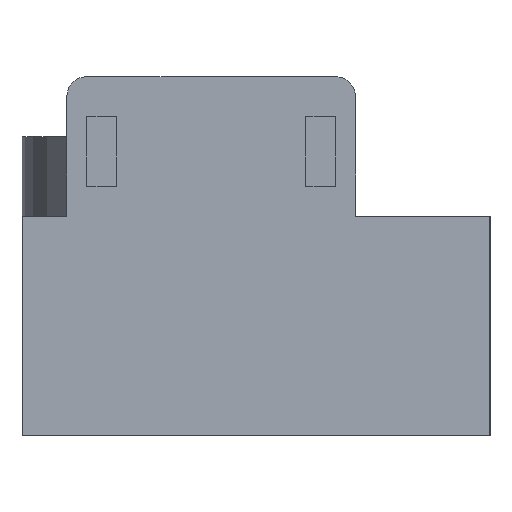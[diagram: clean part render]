
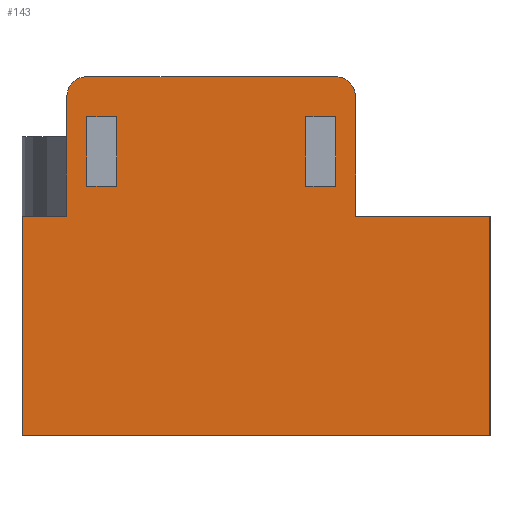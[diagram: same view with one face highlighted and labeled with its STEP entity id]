
A CAD part, left-side view. The second image highlights one B-rep face of the part: STEP entity #143.
In plain terms, the highlighted planar face has unit normal (-1, 0, 0).
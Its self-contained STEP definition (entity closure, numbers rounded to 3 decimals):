
#143=ADVANCED_FACE('',(#523,#525,#527),#529,.T.);
#523=FACE_BOUND('',#524,.T.);
#524=EDGE_LOOP('',(#838,#839,#840,#841,#842,#843,#844,#845,#846,#847));
#525=FACE_BOUND('',#526,.T.);
#526=EDGE_LOOP('',(#848,#849,#850,#851));
#527=FACE_BOUND('',#528,.T.);
#528=EDGE_LOOP('',(#852,#853,#854,#855));
#529=PLANE('',#530);
#530=AXIS2_PLACEMENT_3D('',#531,#532,#533);
#531=CARTESIAN_POINT('',(-25.,17.,0.));
#532=DIRECTION('',(-1.,0.,0.));
#533=DIRECTION('',(0.,-1.,0.));
#838=ORIENTED_EDGE('',*,*,#1026,.F.);
#839=ORIENTED_EDGE('',*,*,#1027,.F.);
#840=ORIENTED_EDGE('',*,*,#1014,.F.);
#841=ORIENTED_EDGE('',*,*,#1025,.T.);
#842=ORIENTED_EDGE('',*,*,#1028,.F.);
#843=ORIENTED_EDGE('',*,*,#1029,.F.);
#844=ORIENTED_EDGE('',*,*,#1018,.F.);
#845=ORIENTED_EDGE('',*,*,#1030,.T.);
#846=ORIENTED_EDGE('',*,*,#1031,.F.);
#847=ORIENTED_EDGE('',*,*,#1032,.F.);
#848=ORIENTED_EDGE('',*,*,#1033,.T.);
#849=ORIENTED_EDGE('',*,*,#1034,.T.);
#850=ORIENTED_EDGE('',*,*,#1035,.T.);
#851=ORIENTED_EDGE('',*,*,#1036,.T.);
#852=ORIENTED_EDGE('',*,*,#1037,.T.);
#853=ORIENTED_EDGE('',*,*,#1038,.T.);
#854=ORIENTED_EDGE('',*,*,#1039,.T.);
#855=ORIENTED_EDGE('',*,*,#1040,.T.);
#1014=EDGE_CURVE('',#1132,#1134,#1135,.T.);
#1018=EDGE_CURVE('',#1140,#1142,#1143,.T.);
#1025=EDGE_CURVE('',#1132,#1153,#1155,.T.);
#1026=EDGE_CURVE('',#1156,#1157,#1158,.F.);
#1027=EDGE_CURVE('',#1134,#1156,#1159,.T.);
#1028=EDGE_CURVE('',#1160,#1153,#1161,.T.);
#1029=EDGE_CURVE('',#1142,#1160,#1162,.T.);
#1030=EDGE_CURVE('',#1140,#1163,#1164,.T.);
#1031=EDGE_CURVE('',#1165,#1163,#1166,.F.);
#1032=EDGE_CURVE('',#1157,#1165,#1167,.T.);
#1033=EDGE_CURVE('',#1168,#1169,#1170,.F.);
#1034=EDGE_CURVE('',#1169,#1171,#1172,.F.);
#1035=EDGE_CURVE('',#1171,#1173,#1174,.F.);
#1036=EDGE_CURVE('',#1173,#1168,#1175,.F.);
#1037=EDGE_CURVE('',#1176,#1177,#1178,.F.);
#1038=EDGE_CURVE('',#1177,#1179,#1180,.F.);
#1039=EDGE_CURVE('',#1179,#1181,#1182,.F.);
#1040=EDGE_CURVE('',#1181,#1176,#1183,.F.);
#1132=VERTEX_POINT('',#1357);
#1134=VERTEX_POINT('',#1361);
#1135=LINE('',#1362,#1363);
#1140=VERTEX_POINT('',#1373);
#1142=VERTEX_POINT('',#1377);
#1143=LINE('',#1378,#1379);
#1153=VERTEX_POINT('',#1401);
#1155=LINE('',#1405,#1406);
#1156=VERTEX_POINT('',#1408);
#1157=VERTEX_POINT('',#1409);
#1158=CIRCLE('',#1410,2.);
#1159=LINE('',#1414,#1415);
#1160=VERTEX_POINT('',#1417);
#1161=LINE('',#1418,#1419);
#1162=LINE('',#1421,#1422);
#1163=VERTEX_POINT('',#1424);
#1164=LINE('',#1425,#1426);
#1165=VERTEX_POINT('',#1428);
#1166=CIRCLE('',#1429,2.);
#1167=LINE('',#1433,#1434);
#1168=VERTEX_POINT('',#1436);
#1169=VERTEX_POINT('',#1437);
#1170=LINE('',#1438,#1439);
#1171=VERTEX_POINT('',#1441);
#1172=LINE('',#1442,#1443);
#1173=VERTEX_POINT('',#1445);
#1174=LINE('',#1446,#1447);
#1175=LINE('',#1449,#1450);
#1176=VERTEX_POINT('',#1452);
#1177=VERTEX_POINT('',#1453);
#1178=LINE('',#1454,#1455);
#1179=VERTEX_POINT('',#1457);
#1180=LINE('',#1458,#1459);
#1181=VERTEX_POINT('',#1461);
#1182=LINE('',#1462,#1463);
#1183=LINE('',#1465,#1466);
#1357=CARTESIAN_POINT('',(-25.,19.,2.));
#1361=CARTESIAN_POINT('',(-25.,14.5,2.));
#1362=CARTESIAN_POINT('',(-25.,19.,2.));
#1363=VECTOR('',#1364,1.);
#1364=DIRECTION('',(0.,-1.,0.));
#1373=CARTESIAN_POINT('',(-25.,-14.5,2.));
#1377=CARTESIAN_POINT('',(-25.,-28.,2.));
#1378=CARTESIAN_POINT('',(-25.,-14.5,2.));
#1379=VECTOR('',#1380,1.);
#1380=DIRECTION('',(0.,-1.,0.));
#1401=CARTESIAN_POINT('',(-25.,19.,-20.));
#1405=CARTESIAN_POINT('',(-25.,19.,2.));
#1406=VECTOR('',#1407,1.);
#1407=DIRECTION('',(0.,0.,-1.));
#1408=CARTESIAN_POINT('',(-25.,14.5,14.));
#1409=CARTESIAN_POINT('',(-25.,12.5,16.));
#1410=AXIS2_PLACEMENT_3D('',#1411,#1412,#1413);
#1411=CARTESIAN_POINT('',(-25.,12.5,14.));
#1412=DIRECTION('',(-1.,0.,0.));
#1413=DIRECTION('',(0.,0.,1.));
#1414=CARTESIAN_POINT('',(-25.,14.5,2.));
#1415=VECTOR('',#1416,1.);
#1416=DIRECTION('',(0.,0.,1.));
#1417=CARTESIAN_POINT('',(-25.,-28.,-20.));
#1418=CARTESIAN_POINT('',(-25.,-28.,-20.));
#1419=VECTOR('',#1420,1.);
#1420=DIRECTION('',(0.,1.,0.));
#1421=CARTESIAN_POINT('',(-25.,-28.,2.));
#1422=VECTOR('',#1423,1.);
#1423=DIRECTION('',(0.,0.,-1.));
#1424=CARTESIAN_POINT('',(-25.,-14.5,14.));
#1425=CARTESIAN_POINT('',(-25.,-14.5,2.));
#1426=VECTOR('',#1427,1.);
#1427=DIRECTION('',(0.,0.,1.));
#1428=CARTESIAN_POINT('',(-25.,-12.5,16.));
#1429=AXIS2_PLACEMENT_3D('',#1430,#1431,#1432);
#1430=CARTESIAN_POINT('',(-25.,-12.5,14.));
#1431=DIRECTION('',(-1.,0.,0.));
#1432=DIRECTION('',(0.,-1.,0.));
#1433=CARTESIAN_POINT('',(-25.,12.5,16.));
#1434=VECTOR('',#1435,1.);
#1435=DIRECTION('',(0.,-1.,0.));
#1436=CARTESIAN_POINT('',(-25.,-12.5,12.));
#1437=CARTESIAN_POINT('',(-25.,-12.5,5.));
#1438=CARTESIAN_POINT('',(-25.,-12.5,5.));
#1439=VECTOR('',#1440,1.);
#1440=DIRECTION('',(0.,0.,1.));
#1441=CARTESIAN_POINT('',(-25.,-9.5,5.));
#1442=CARTESIAN_POINT('',(-25.,-9.5,5.));
#1443=VECTOR('',#1444,1.);
#1444=DIRECTION('',(0.,-1.,0.));
#1445=CARTESIAN_POINT('',(-25.,-9.5,12.));
#1446=CARTESIAN_POINT('',(-25.,-9.5,12.));
#1447=VECTOR('',#1448,1.);
#1448=DIRECTION('',(0.,0.,-1.));
#1449=CARTESIAN_POINT('',(-25.,-12.5,12.));
#1450=VECTOR('',#1451,1.);
#1451=DIRECTION('',(0.,1.,0.));
#1452=CARTESIAN_POINT('',(-25.,9.5,5.));
#1453=CARTESIAN_POINT('',(-25.,12.5,5.));
#1454=CARTESIAN_POINT('',(-25.,12.5,5.));
#1455=VECTOR('',#1456,1.);
#1456=DIRECTION('',(0.,-1.,0.));
#1457=CARTESIAN_POINT('',(-25.,12.5,12.));
#1458=CARTESIAN_POINT('',(-25.,12.5,12.));
#1459=VECTOR('',#1460,1.);
#1460=DIRECTION('',(0.,0.,-1.));
#1461=CARTESIAN_POINT('',(-25.,9.5,12.));
#1462=CARTESIAN_POINT('',(-25.,9.5,12.));
#1463=VECTOR('',#1464,1.);
#1464=DIRECTION('',(0.,1.,0.));
#1465=CARTESIAN_POINT('',(-25.,9.5,5.));
#1466=VECTOR('',#1467,1.);
#1467=DIRECTION('',(0.,0.,1.));
